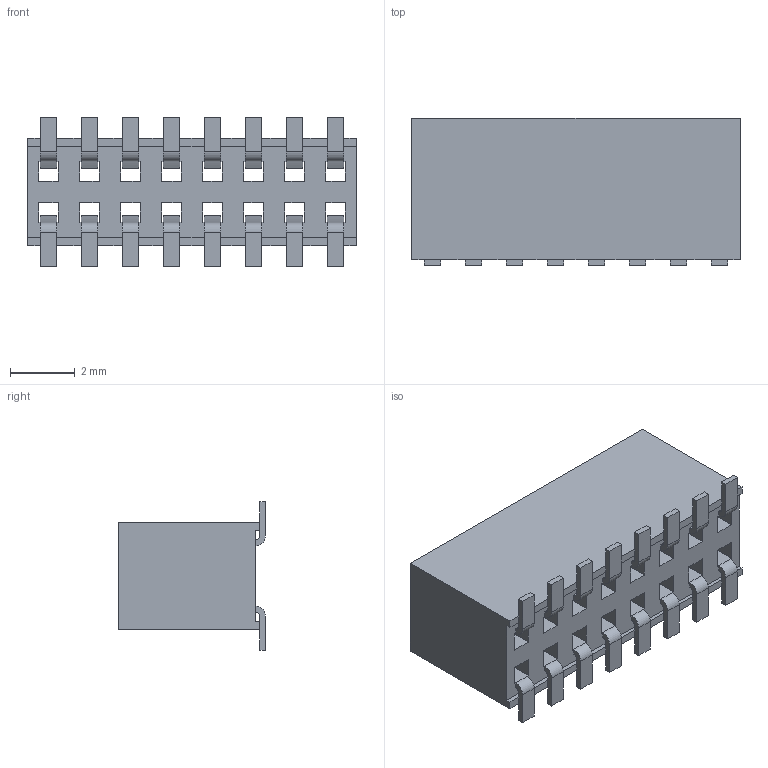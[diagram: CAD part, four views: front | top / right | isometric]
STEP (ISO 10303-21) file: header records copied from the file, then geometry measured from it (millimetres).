
FILE_DESCRIPTION(('STEP AP214'),'1');
FILE_NAME('fle-108-01-g-dv.stp','2020-10-23T22:42:21',('TraceParts'),('TraceParts S.A.'),'Spatial InterOp 3D',' ',' ');
FILE_SCHEMA(('AUTOMOTIVE_DESIGN { 1 0 10303 214 1 1 1 1 }'));
Length unit declared in the file: millimetre
Products named in the file (1): fle-108-01-g-dv
Bounding box: 10.16 x 4.55 x 4.59 mm (x, y, z)
Volume: 121.4 mm3; surface area: 391 mm2
Topology: 1 solids, 1 shells, 479 faces, 1346 edges, 844 vertices
Faces by surface type: plane 337, cylinder 142
Entity records: 19224 total; most frequent: ORIENTED_EDGE 2692, CARTESIAN_POINT 2670, DIRECTION 2590, EDGE_CURVE 1346, LINE 1062, VECTOR 1062, VERTEX_POINT 844, AXIS2_PLACEMENT_3D 764
